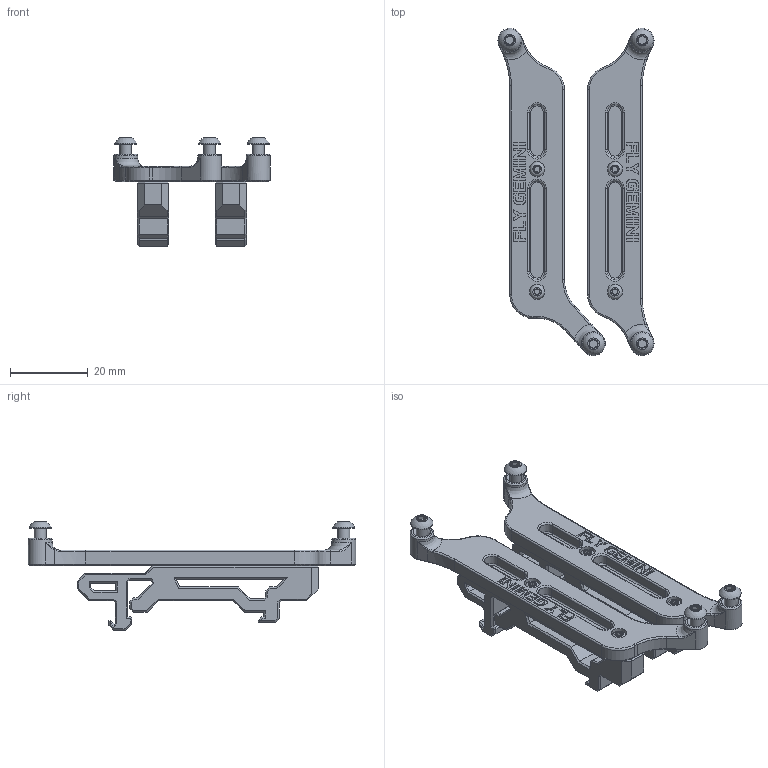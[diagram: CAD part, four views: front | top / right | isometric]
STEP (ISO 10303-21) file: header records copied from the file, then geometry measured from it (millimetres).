
FILE_DESCRIPTION(/* description */ (''),/* implementation_level */ '2;1');
FILE_NAME(/* name */ 'Fly_Gemini_V2_bracket_2pc.step',/* time_stamp */ '2023-02-02T07:36:35-08:00',/* author */ (''),/* organization */ (''),/* preprocessor_version */ 'ST-DEVELOPER v19.2',/* originating_system */ 'Autodesk Translation Framework v11.17.0.187',/* authorisation */ '');
FILE_SCHEMA (('AUTOMOTIVE_DESIGN { 1 0 10303 214 3 1 1 }'));
Length unit declared in the file: millimetre
Products named in the file (7): (Unsaved); PCB DIN Clip; Fly_Gemini_V2_Hardware; M2x10 self tapping screw for plastic:13; M2x10 self tapping screw for plastic:11; M3x8 BHCS; Fly_Gemini_V2_Bracket
Assembly tree (11 placements, depth 3):
  (Unsaved)
    PCB DIN Clip
    Fly_Gemini_V2_Hardware
      M2x10 self tapping screw for plastic:11  x2
      M2x10 self tapping screw for plastic:13  x2
      M3x8 BHCS  x4
    Fly_Gemini_V2_Bracket
Bounding box: 40.1 x 84.1 x 27.88 mm (x, y, z)
Volume: 15405.6 mm3; surface area: 13947.5 mm2
Topology: 12 solids, 12 shells, 1140 faces, 2839 edges, 1761 vertices
Faces by surface type: plane 650, cylinder 229, bspline 150, cone 67, torus 40, sphere 4
Full cylindrical faces by diameter (mm): 1.28 x44, 1.9 x4, 2.2 x36, 2.4 x16, 2.9 x4, 3 x4, 3.75 x4, 4 x4, 5.7 x4, 6.1 x4
Entity records: 36977 total; most frequent: CARTESIAN_POINT 15084, ORIENTED_EDGE 4670, DIRECTION 4088, EDGE_CURVE 2335, LINE 1682, VECTOR 1682, VERTEX_POINT 1439, AXIS2_PLACEMENT_3D 1203
